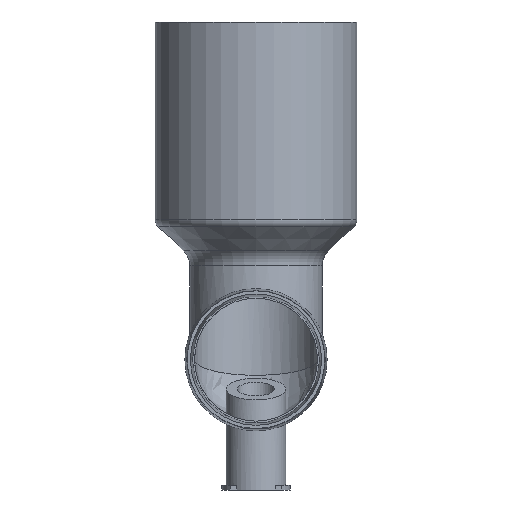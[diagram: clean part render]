
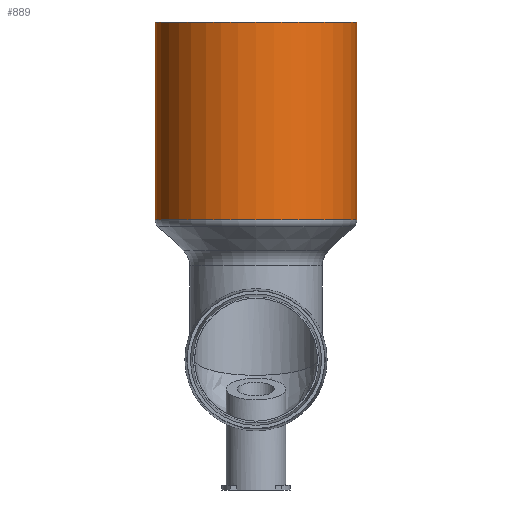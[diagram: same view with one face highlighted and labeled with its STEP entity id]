
A CAD part, left-side view. The second image highlights one B-rep face of the part: STEP entity #889.
In plain terms, the highlighted cylindrical face has radius 11 mm (diameter 22 mm), a full revolution.
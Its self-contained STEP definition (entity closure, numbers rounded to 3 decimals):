
#101=FACE_OUTER_BOUND('',#157,.T.);
#157=EDGE_LOOP('',(#704,#705,#706,#707,#708));
#211=LINE('',#1626,#275);
#275=VECTOR('',#1187,11.);
#331=CIRCLE('',#980,11.);
#335=CIRCLE('',#984,11.);
#337=CIRCLE('',#988,11.);
#404=VERTEX_POINT('',#1610);
#405=VERTEX_POINT('',#1611);
#409=VERTEX_POINT('',#1624);
#510=EDGE_CURVE('',#404,#405,#331,.T.);
#514=EDGE_CURVE('',#405,#404,#335,.T.);
#517=EDGE_CURVE('',#409,#409,#337,.T.);
#518=EDGE_CURVE('',#409,#405,#211,.T.);
#704=ORIENTED_EDGE('',*,*,#517,.F.);
#705=ORIENTED_EDGE('',*,*,#518,.T.);
#706=ORIENTED_EDGE('',*,*,#510,.F.);
#707=ORIENTED_EDGE('',*,*,#514,.F.);
#708=ORIENTED_EDGE('',*,*,#518,.F.);
#859=CYLINDRICAL_SURFACE('',#987,11.);
#889=ADVANCED_FACE('',(#101),#859,.T.);
#980=AXIS2_PLACEMENT_3D('',#1612,#1168,#1169);
#984=AXIS2_PLACEMENT_3D('',#1618,#1176,#1177);
#987=AXIS2_PLACEMENT_3D('',#1623,#1183,#1184);
#988=AXIS2_PLACEMENT_3D('',#1625,#1185,#1186);
#1168=DIRECTION('center_axis',(0.,0.,-1.));
#1169=DIRECTION('ref_axis',(-1.,0.,0.));
#1176=DIRECTION('center_axis',(0.,0.,-1.));
#1177=DIRECTION('ref_axis',(-1.,0.,0.));
#1183=DIRECTION('center_axis',(0.,0.,1.));
#1184=DIRECTION('ref_axis',(1.,0.,0.));
#1185=DIRECTION('center_axis',(0.,0.,1.));
#1186=DIRECTION('ref_axis',(1.,0.,0.));
#1187=DIRECTION('',(0.,0.,-1.));
#1610=CARTESIAN_POINT('',(11.,0.,0.43));
#1611=CARTESIAN_POINT('',(-11.,0.,0.43));
#1612=CARTESIAN_POINT('Origin',(0.,0.,0.43));
#1618=CARTESIAN_POINT('Origin',(0.,0.,0.43));
#1623=CARTESIAN_POINT('Origin',(0.,0.,0.));
#1624=CARTESIAN_POINT('',(-11.,0.,22.));
#1625=CARTESIAN_POINT('Origin',(0.,0.,22.));
#1626=CARTESIAN_POINT('',(-11.,0.,0.));
